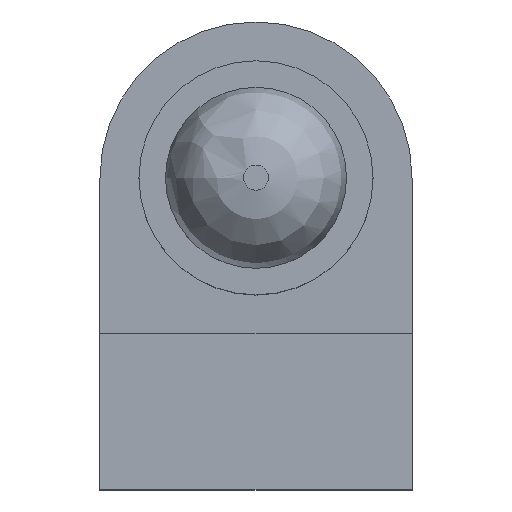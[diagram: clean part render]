
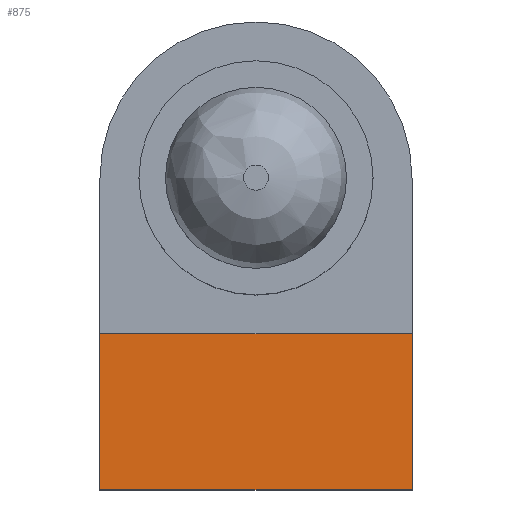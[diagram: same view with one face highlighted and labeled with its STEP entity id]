
A CAD part, top view. The second image highlights one B-rep face of the part: STEP entity #875.
In plain terms, the highlighted planar face has unit normal (0, 0, 1).
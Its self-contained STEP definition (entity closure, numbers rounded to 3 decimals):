
#81=PLANE('',#1001);
#124=FACE_OUTER_BOUND('',#179,.T.);
#179=EDGE_LOOP('',(#742,#743,#744,#745));
#243=LINE('',#1405,#330);
#253=LINE('',#1425,#340);
#270=LINE('',#1459,#357);
#271=LINE('',#1460,#358);
#330=VECTOR('',#1166,10.);
#340=VECTOR('',#1178,10.);
#357=VECTOR('',#1213,10.);
#358=VECTOR('',#1214,10.);
#432=VERTEX_POINT('',#1401);
#433=VERTEX_POINT('',#1403);
#442=VERTEX_POINT('',#1424);
#450=VERTEX_POINT('',#1458);
#526=EDGE_CURVE('',#433,#432,#243,.T.);
#536=EDGE_CURVE('',#442,#432,#253,.T.);
#553=EDGE_CURVE('',#450,#433,#270,.T.);
#554=EDGE_CURVE('',#442,#450,#271,.T.);
#742=ORIENTED_EDGE('',*,*,#553,.F.);
#743=ORIENTED_EDGE('',*,*,#554,.F.);
#744=ORIENTED_EDGE('',*,*,#536,.T.);
#745=ORIENTED_EDGE('',*,*,#526,.F.);
#875=ADVANCED_FACE('',(#124),#81,.T.);
#1001=AXIS2_PLACEMENT_3D('',#1457,#1211,#1212);
#1166=DIRECTION('',(-1.,0.,0.));
#1178=DIRECTION('',(0.,-1.,0.));
#1211=DIRECTION('center_axis',(0.,0.,1.));
#1212=DIRECTION('ref_axis',(0.,-1.,0.));
#1213=DIRECTION('',(0.,-1.,0.));
#1214=DIRECTION('',(1.,0.,0.));
#1401=CARTESIAN_POINT('',(-5.,-10.,3.));
#1403=CARTESIAN_POINT('',(5.,-10.,3.));
#1405=CARTESIAN_POINT('',(5.,-10.,3.));
#1424=CARTESIAN_POINT('',(-5.,-5.,3.));
#1425=CARTESIAN_POINT('',(-5.,-9.75,3.));
#1457=CARTESIAN_POINT('Origin',(0.,-5.,3.));
#1458=CARTESIAN_POINT('',(5.,-5.,3.));
#1459=CARTESIAN_POINT('',(5.,-5.,3.));
#1460=CARTESIAN_POINT('',(0.,-5.,3.));
